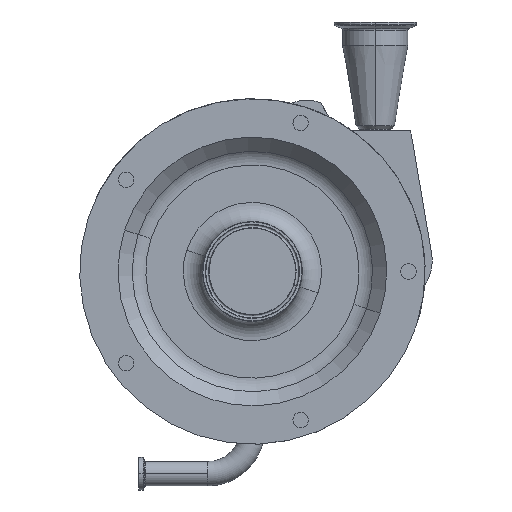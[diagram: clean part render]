
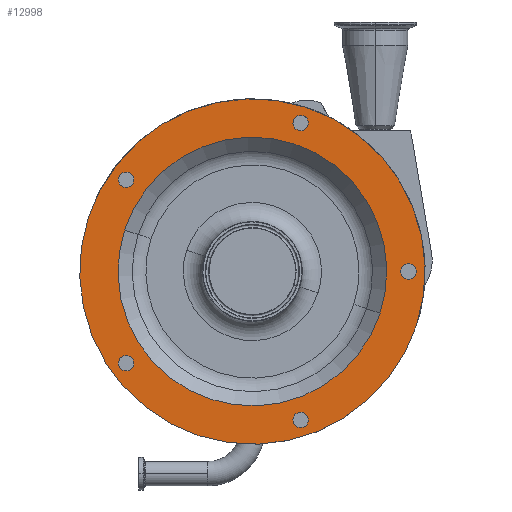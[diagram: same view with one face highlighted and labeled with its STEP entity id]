
A CAD part, top view. The second image highlights one B-rep face of the part: STEP entity #12998.
In plain terms, the highlighted planar face has unit normal (0, 0, 1).
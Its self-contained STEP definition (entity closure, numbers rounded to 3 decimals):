
#38 = CIRCLE ( 'NONE', #9237, 105. ) ;
#70 = VERTEX_POINT ( 'NONE', #9372 ) ;
#405 = CIRCLE ( 'NONE', #14073, 6. ) ;
#451 = EDGE_CURVE ( 'NONE', #12337, #15333, #3795, .T. ) ;
#503 = DIRECTION ( 'NONE',  ( 0.588, 0.809, 0. ) ) ;
#526 = AXIS2_PLACEMENT_3D ( 'NONE', #9519, #10426, #626 ) ;
#603 = CARTESIAN_POINT ( 'NONE',  ( -95.173, 76.564, 197.5 ) ) ;
#615 = CARTESIAN_POINT ( 'NONE',  ( 122., 0., 197.5 ) ) ;
#626 = DIRECTION ( 'NONE',  ( -0.588, 0.809, 0. ) ) ;
#704 = CARTESIAN_POINT ( 'NONE',  ( -95.173, -76.564, 197.5 ) ) ;
#737 = ORIENTED_EDGE ( 'NONE', *, *, #10204, .F. ) ;
#772 = VERTEX_POINT ( 'NONE', #14543 ) ;
#825 = CARTESIAN_POINT ( 'NONE',  ( 99.861, -32.447, 197.5 ) ) ;
#867 = EDGE_CURVE ( 'NONE', #7484, #10535, #6705, .T. ) ;
#936 = CIRCLE ( 'NONE', #10916, 6. ) ;
#969 = DIRECTION ( 'NONE',  ( -0.588, 0.809, 0. ) ) ;
#1060 = CIRCLE ( 'NONE', #10256, 6. ) ;
#1320 = ORIENTED_EDGE ( 'NONE', *, *, #1550, .F. ) ;
#1427 = ORIENTED_EDGE ( 'NONE', *, *, #2980, .F. ) ;
#1550 = EDGE_CURVE ( 'NONE', #4001, #772, #405, .T. ) ;
#1570 = DIRECTION ( 'NONE',  ( 0., 0., 1. ) ) ;
#1596 = CARTESIAN_POINT ( 'NONE',  ( -98.7, 71.71, 197.5 ) ) ;
#1619 = DIRECTION ( 'NONE',  ( 0., 0., 1. ) ) ;
#1657 = CARTESIAN_POINT ( 'NONE',  ( -128.393, 41.717, 197.5 ) ) ;
#1773 = ORIENTED_EDGE ( 'NONE', *, *, #9499, .F. ) ;
#2120 = DIRECTION ( 'NONE',  ( 0.951, -0.309, 0. ) ) ;
#2202 = VERTEX_POINT ( 'NONE', #13790 ) ;
#2211 = CARTESIAN_POINT ( 'NONE',  ( 37.7, -116.029, 197.5 ) ) ;
#2501 = ORIENTED_EDGE ( 'NONE', *, *, #10203, .T. ) ;
#2598 = CARTESIAN_POINT ( 'NONE',  ( -102.227, 66.856, 197.5 ) ) ;
#2826 = DIRECTION ( 'NONE',  ( 0., 0., -1. ) ) ;
#2921 = AXIS2_PLACEMENT_3D ( 'NONE', #1596, #12621, #6301 ) ;
#2980 = EDGE_CURVE ( 'NONE', #772, #4001, #14621, .T. ) ;
#3156 = CIRCLE ( 'NONE', #526, 6. ) ;
#3407 = ORIENTED_EDGE ( 'NONE', *, *, #11899, .F. ) ;
#3432 = AXIS2_PLACEMENT_3D ( 'NONE', #14131, #14209, #7416 ) ;
#3525 = EDGE_LOOP ( 'NONE', ( #5279, #5804 ) ) ;
#3694 = DIRECTION ( 'NONE',  ( 0.951, -0.309, 0. ) ) ;
#3795 = CIRCLE ( 'NONE', #7519, 6. ) ;
#3862 = DIRECTION ( 'NONE',  ( 0., 0., 1. ) ) ;
#3878 = VERTEX_POINT ( 'NONE', #6952 ) ;
#4001 = VERTEX_POINT ( 'NONE', #14926 ) ;
#4108 = DIRECTION ( 'NONE',  ( 0., 0., 1. ) ) ;
#4232 = CIRCLE ( 'NONE', #2921, 6. ) ;
#4244 = AXIS2_PLACEMENT_3D ( 'NONE', #13142, #4108, #5595 ) ;
#4690 = DIRECTION ( 'NONE',  ( 0., 0., 1. ) ) ;
#5000 = CIRCLE ( 'NONE', #11032, 6. ) ;
#5279 = ORIENTED_EDGE ( 'NONE', *, *, #10423, .F. ) ;
#5378 = FACE_BOUND ( 'NONE', #3525, .T. ) ;
#5545 = FACE_BOUND ( 'NONE', #14138, .T. ) ;
#5595 = DIRECTION ( 'NONE',  ( 0.951, -0.309, 0. ) ) ;
#5804 = ORIENTED_EDGE ( 'NONE', *, *, #6328, .F. ) ;
#5911 = CARTESIAN_POINT ( 'NONE',  ( 31.994, -117.883, 197.5 ) ) ;
#6259 = DIRECTION ( 'NONE',  ( -0.951, -0.309, 0. ) ) ;
#6301 = DIRECTION ( 'NONE',  ( 0.588, 0.809, 0. ) ) ;
#6328 = EDGE_CURVE ( 'NONE', #15453, #14208, #936, .T. ) ;
#6705 = CIRCLE ( 'NONE', #15619, 105. ) ;
#6774 = FACE_BOUND ( 'NONE', #12432, .T. ) ;
#6823 = AXIS2_PLACEMENT_3D ( 'NONE', #615, #11891, #8033 ) ;
#6856 = DIRECTION ( 'NONE',  ( 0., -1., 0. ) ) ;
#6876 = DIRECTION ( 'NONE',  ( 0.951, -0.309, 0. ) ) ;
#6952 = CARTESIAN_POINT ( 'NONE',  ( 128.393, -41.717, 197.5 ) ) ;
#7107 = ORIENTED_EDGE ( 'NONE', *, *, #12211, .F. ) ;
#7288 = VERTEX_POINT ( 'NONE', #10607 ) ;
#7416 = DIRECTION ( 'NONE',  ( 0., -1., 0. ) ) ;
#7468 = ORIENTED_EDGE ( 'NONE', *, *, #11257, .F. ) ;
#7471 = DIRECTION ( 'NONE',  ( 0., 0., 1. ) ) ;
#7484 = VERTEX_POINT ( 'NONE', #825 ) ;
#7519 = AXIS2_PLACEMENT_3D ( 'NONE', #13899, #3862, #6259 ) ;
#7678 = DIRECTION ( 'NONE',  ( 0.951, -0.309, 0. ) ) ;
#7714 = DIRECTION ( 'NONE',  ( 0.951, -0.309, 0. ) ) ;
#7725 = ORIENTED_EDGE ( 'NONE', *, *, #867, .F. ) ;
#7904 = CIRCLE ( 'NONE', #8953, 135. ) ;
#8007 = FACE_BOUND ( 'NONE', #12053, .T. ) ;
#8033 = DIRECTION ( 'NONE',  ( 0., -1., 0. ) ) ;
#8385 = CARTESIAN_POINT ( 'NONE',  ( 0., 0., 197.5 ) ) ;
#8630 = EDGE_LOOP ( 'NONE', ( #9732, #3407 ) ) ;
#8783 = CARTESIAN_POINT ( 'NONE',  ( -98.7, -71.71, 197.5 ) ) ;
#8953 = AXIS2_PLACEMENT_3D ( 'NONE', #11410, #1619, #7714 ) ;
#9202 = EDGE_CURVE ( 'NONE', #13636, #7288, #5000, .T. ) ;
#9237 = AXIS2_PLACEMENT_3D ( 'NONE', #13110, #12952, #6876 ) ;
#9319 = FACE_OUTER_BOUND ( 'NONE', #16113, .T. ) ;
#9372 = CARTESIAN_POINT ( 'NONE',  ( 122., 6., 197.5 ) ) ;
#9499 = EDGE_CURVE ( 'NONE', #70, #2202, #9715, .T. ) ;
#9519 = CARTESIAN_POINT ( 'NONE',  ( -98.7, -71.71, 197.5 ) ) ;
#9619 = DIRECTION ( 'NONE',  ( 0., 0., 1. ) ) ;
#9715 = CIRCLE ( 'NONE', #6823, 6. ) ;
#9732 = ORIENTED_EDGE ( 'NONE', *, *, #451, .F. ) ;
#9762 = CARTESIAN_POINT ( 'NONE',  ( 43.406, -114.175, 197.5 ) ) ;
#9798 = CARTESIAN_POINT ( 'NONE',  ( -99.861, 32.447, 197.5 ) ) ;
#10203 = EDGE_CURVE ( 'NONE', #3878, #16062, #7904, .T. ) ;
#10204 = EDGE_CURVE ( 'NONE', #2202, #70, #10522, .T. ) ;
#10256 = AXIS2_PLACEMENT_3D ( 'NONE', #2211, #9619, #14638 ) ;
#10373 = CARTESIAN_POINT ( 'NONE',  ( -98.7, 71.71, 197.5 ) ) ;
#10423 = EDGE_CURVE ( 'NONE', #14208, #15453, #4232, .T. ) ;
#10426 = DIRECTION ( 'NONE',  ( 0., 0., 1. ) ) ;
#10507 = EDGE_LOOP ( 'NONE', ( #737, #1773 ) ) ;
#10522 = CIRCLE ( 'NONE', #3432, 6. ) ;
#10535 = VERTEX_POINT ( 'NONE', #9798 ) ;
#10555 = PLANE ( 'NONE',  #13714 ) ;
#10607 = CARTESIAN_POINT ( 'NONE',  ( -102.227, -66.856, 197.5 ) ) ;
#10916 = AXIS2_PLACEMENT_3D ( 'NONE', #10373, #15398, #503 ) ;
#10934 = EDGE_CURVE ( 'NONE', #16062, #3878, #15268, .T. ) ;
#11032 = AXIS2_PLACEMENT_3D ( 'NONE', #8783, #7471, #969 ) ;
#11257 = EDGE_CURVE ( 'NONE', #10535, #7484, #38, .T. ) ;
#11410 = CARTESIAN_POINT ( 'NONE',  ( 0., 0., 197.5 ) ) ;
#11460 = ORIENTED_EDGE ( 'NONE', *, *, #10934, .T. ) ;
#11891 = DIRECTION ( 'NONE',  ( 0., 0., 1. ) ) ;
#11899 = EDGE_CURVE ( 'NONE', #15333, #12337, #1060, .T. ) ;
#12053 = EDGE_LOOP ( 'NONE', ( #7107, #16205 ) ) ;
#12211 = EDGE_CURVE ( 'NONE', #7288, #13636, #3156, .T. ) ;
#12337 = VERTEX_POINT ( 'NONE', #5911 ) ;
#12432 = EDGE_LOOP ( 'NONE', ( #7725, #7468 ) ) ;
#12621 = DIRECTION ( 'NONE',  ( 0., 0., 1. ) ) ;
#12835 = CARTESIAN_POINT ( 'NONE',  ( 37.7, 116.029, 197.5 ) ) ;
#12934 = FACE_BOUND ( 'NONE', #10507, .T. ) ;
#12952 = DIRECTION ( 'NONE',  ( 0., 0., 1. ) ) ;
#12998 = ADVANCED_FACE ( 'NONE', ( #9319, #12934, #14419, #8007, #5378, #5545, #6774 ), #10555, .F. ) ;
#13091 = CARTESIAN_POINT ( 'NONE',  ( 12.052, 37.091, 197.5 ) ) ;
#13110 = CARTESIAN_POINT ( 'NONE',  ( 0., 0., 197.5 ) ) ;
#13142 = CARTESIAN_POINT ( 'NONE',  ( 0., 0., 197.5 ) ) ;
#13385 = DIRECTION ( 'NONE',  ( 0., 0., 1. ) ) ;
#13636 = VERTEX_POINT ( 'NONE', #704 ) ;
#13714 = AXIS2_PLACEMENT_3D ( 'NONE', #13091, #2826, #6856 ) ;
#13790 = CARTESIAN_POINT ( 'NONE',  ( 122., -6., 197.5 ) ) ;
#13899 = CARTESIAN_POINT ( 'NONE',  ( 37.7, -116.029, 197.5 ) ) ;
#14073 = AXIS2_PLACEMENT_3D ( 'NONE', #12835, #1570, #7678 ) ;
#14131 = CARTESIAN_POINT ( 'NONE',  ( 122., 0., 197.5 ) ) ;
#14138 = EDGE_LOOP ( 'NONE', ( #1427, #1320 ) ) ;
#14208 = VERTEX_POINT ( 'NONE', #603 ) ;
#14209 = DIRECTION ( 'NONE',  ( 0., 0., 1. ) ) ;
#14419 = FACE_BOUND ( 'NONE', #8630, .T. ) ;
#14543 = CARTESIAN_POINT ( 'NONE',  ( 43.406, 114.175, 197.5 ) ) ;
#14621 = CIRCLE ( 'NONE', #14878, 6. ) ;
#14638 = DIRECTION ( 'NONE',  ( -0.951, -0.309, 0. ) ) ;
#14878 = AXIS2_PLACEMENT_3D ( 'NONE', #14958, #4690, #3694 ) ;
#14926 = CARTESIAN_POINT ( 'NONE',  ( 31.994, 117.883, 197.5 ) ) ;
#14958 = CARTESIAN_POINT ( 'NONE',  ( 37.7, 116.029, 197.5 ) ) ;
#15268 = CIRCLE ( 'NONE', #4244, 135. ) ;
#15333 = VERTEX_POINT ( 'NONE', #9762 ) ;
#15398 = DIRECTION ( 'NONE',  ( 0., 0., 1. ) ) ;
#15453 = VERTEX_POINT ( 'NONE', #2598 ) ;
#15619 = AXIS2_PLACEMENT_3D ( 'NONE', #8385, #13385, #2120 ) ;
#16062 = VERTEX_POINT ( 'NONE', #1657 ) ;
#16113 = EDGE_LOOP ( 'NONE', ( #2501, #11460 ) ) ;
#16205 = ORIENTED_EDGE ( 'NONE', *, *, #9202, .F. ) ;
